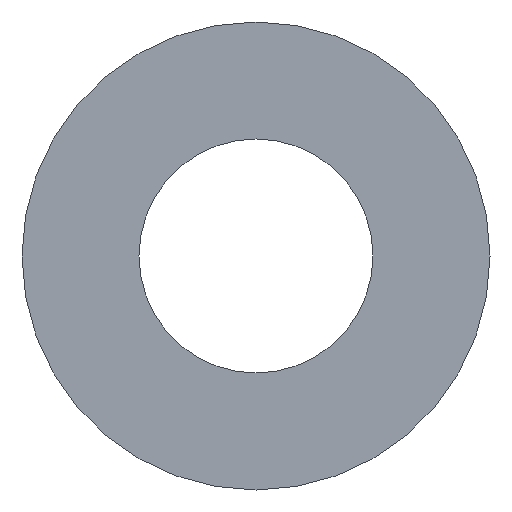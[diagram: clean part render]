
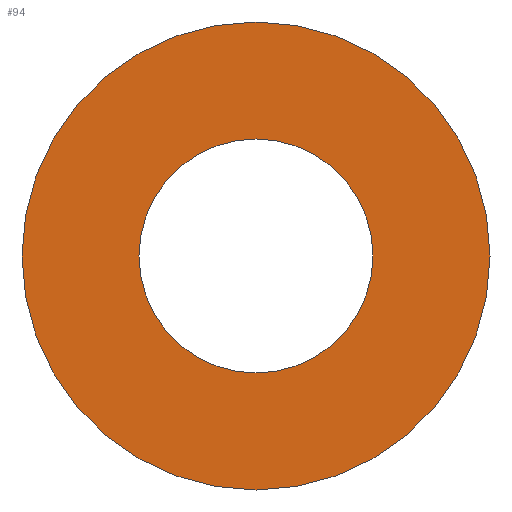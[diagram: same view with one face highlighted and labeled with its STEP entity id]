
A CAD part, front view. The second image highlights one B-rep face of the part: STEP entity #94.
In plain terms, the highlighted planar face has unit normal (0, -1, 0).
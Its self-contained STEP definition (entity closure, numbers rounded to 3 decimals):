
#8 = CARTESIAN_POINT ( 'NONE',  ( 0., 0., 0. ) ) ;
#9 = CARTESIAN_POINT ( 'NONE',  ( 0., 0., 0. ) ) ;
#13 = DIRECTION ( 'NONE',  ( 0., 0., -1. ) ) ;
#23 = ORIENTED_EDGE ( 'NONE', *, *, #156, .F. ) ;
#36 = DIRECTION ( 'NONE',  ( 0., 0., -1. ) ) ;
#37 = DIRECTION ( 'NONE',  ( 0., 0., -1. ) ) ;
#44 = CARTESIAN_POINT ( 'NONE',  ( 0., 0., -4. ) ) ;
#55 = CARTESIAN_POINT ( 'NONE',  ( 0., 0., 2. ) ) ;
#70 = VERTEX_POINT ( 'NONE', #236 ) ;
#75 = DIRECTION ( 'NONE',  ( 0., -1., 0. ) ) ;
#78 = DIRECTION ( 'NONE',  ( 0., -1., 0. ) ) ;
#81 = VERTEX_POINT ( 'NONE', #119 ) ;
#94 = ADVANCED_FACE ( 'NONE', ( #270, #159 ), #190, .T. ) ;
#101 = AXIS2_PLACEMENT_3D ( 'NONE', #8, #168, #36 ) ;
#104 = EDGE_CURVE ( 'NONE', #181, #81, #262, .T. ) ;
#106 = AXIS2_PLACEMENT_3D ( 'NONE', #216, #78, #239 ) ;
#119 = CARTESIAN_POINT ( 'NONE',  ( 0., 0., -2. ) ) ;
#122 = AXIS2_PLACEMENT_3D ( 'NONE', #9, #171, #37 ) ;
#125 = EDGE_LOOP ( 'NONE', ( #23, #233 ) ) ;
#127 = ORIENTED_EDGE ( 'NONE', *, *, #137, .T. ) ;
#137 = EDGE_CURVE ( 'NONE', #70, #287, #141, .T. ) ;
#141 = CIRCLE ( 'NONE', #122, 4. ) ;
#145 = AXIS2_PLACEMENT_3D ( 'NONE', #167, #75, #237 ) ;
#151 = DIRECTION ( 'NONE',  ( 0., -1., 0. ) ) ;
#156 = EDGE_CURVE ( 'NONE', #81, #181, #255, .T. ) ;
#158 = AXIS2_PLACEMENT_3D ( 'NONE', #282, #151, #13 ) ;
#159 = FACE_BOUND ( 'NONE', #125, .T. ) ;
#167 = CARTESIAN_POINT ( 'NONE',  ( 4., 0., 0. ) ) ;
#168 = DIRECTION ( 'NONE',  ( 0., -1., 0. ) ) ;
#169 = EDGE_CURVE ( 'NONE', #287, #70, #196, .T. ) ;
#171 = DIRECTION ( 'NONE',  ( 0., -1., 0. ) ) ;
#181 = VERTEX_POINT ( 'NONE', #55 ) ;
#182 = EDGE_LOOP ( 'NONE', ( #286, #127 ) ) ;
#190 = PLANE ( 'NONE',  #145 ) ;
#196 = CIRCLE ( 'NONE', #158, 4. ) ;
#216 = CARTESIAN_POINT ( 'NONE',  ( 0., 0., 0. ) ) ;
#233 = ORIENTED_EDGE ( 'NONE', *, *, #104, .F. ) ;
#236 = CARTESIAN_POINT ( 'NONE',  ( 0., 0., 4. ) ) ;
#237 = DIRECTION ( 'NONE',  ( 0., 0., -1. ) ) ;
#239 = DIRECTION ( 'NONE',  ( 0., 0., -1. ) ) ;
#255 = CIRCLE ( 'NONE', #106, 2. ) ;
#262 = CIRCLE ( 'NONE', #101, 2. ) ;
#270 = FACE_OUTER_BOUND ( 'NONE', #182, .T. ) ;
#282 = CARTESIAN_POINT ( 'NONE',  ( 0., 0., 0. ) ) ;
#286 = ORIENTED_EDGE ( 'NONE', *, *, #169, .T. ) ;
#287 = VERTEX_POINT ( 'NONE', #44 ) ;
